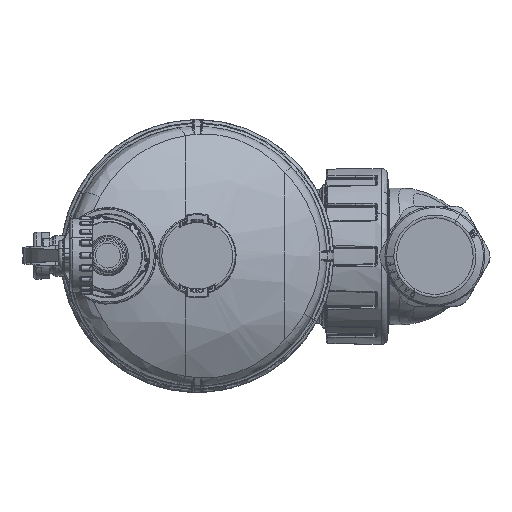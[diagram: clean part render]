
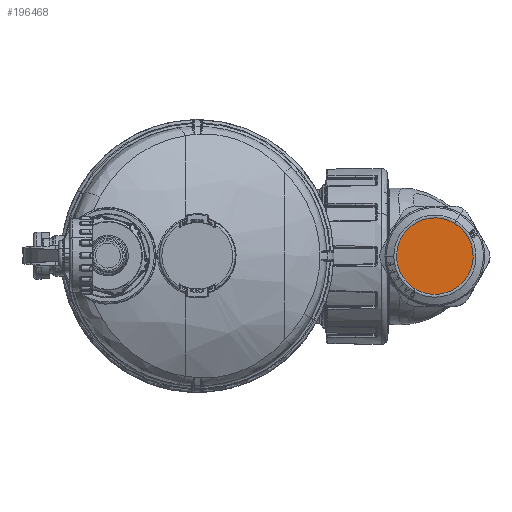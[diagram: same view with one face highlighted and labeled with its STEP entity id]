
A CAD part, top view. The second image highlights one B-rep face of the part: STEP entity #196468.
In plain terms, the highlighted planar face has unit normal (0, 0, 1).
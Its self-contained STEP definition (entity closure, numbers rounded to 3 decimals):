
#189496=CARTESIAN_POINT('Vertex',(82.914,-12.451,58.122)) ;
#189503=CARTESIAN_POINT('Vertex',(98.086,12.451,58.122)) ;
#189506=CARTESIAN_POINT('Axis2P3D Location',(90.5,0.,58.122)) ;
#194811=CARTESIAN_POINT('Axis2P3D Location',(90.5,0.,58.122)) ;
#196459=CARTESIAN_POINT('Axis2P3D Location',(90.5,0.,58.122)) ;
#189507=DIRECTION('Axis2P3D Direction',(0.,0.,1.)) ;
#194812=DIRECTION('Axis2P3D Direction',(0.,0.,1.)) ;
#196460=DIRECTION('Axis2P3D Direction',(0.,0.,-1.)) ;
#196461=DIRECTION('Axis2P3D XDirection',(0.,-1.,0.)) ;
#189508=AXIS2_PLACEMENT_3D('Circle Axis2P3D',#189506,#189507,$) ;
#194813=AXIS2_PLACEMENT_3D('Circle Axis2P3D',#194811,#194812,$) ;
#196462=AXIS2_PLACEMENT_3D('Plane Axis2P3D',#196459,#196460,#196461) ;
#189509=CIRCLE('generated circle',#189508,14.58) ;
#194814=CIRCLE('generated circle',#194813,14.58) ;
#196463=PLANE('',#196462) ;
#189510=EDGE_CURVE('',#189504,#189497,#189509,.F.) ;
#194815=EDGE_CURVE('',#189497,#189504,#194814,.F.) ;
#196465=ORIENTED_EDGE('',*,*,#189510,.F.) ;
#196466=ORIENTED_EDGE('',*,*,#194815,.F.) ;
#196464=EDGE_LOOP('',(#196465,#196466)) ;
#189497=VERTEX_POINT('',#189496) ;
#189504=VERTEX_POINT('',#189503) ;
#196468=ADVANCED_FACE('Body.55',(#196467),#196463,.F.) ;
#196467=FACE_OUTER_BOUND('',#196464,.T.) ;
